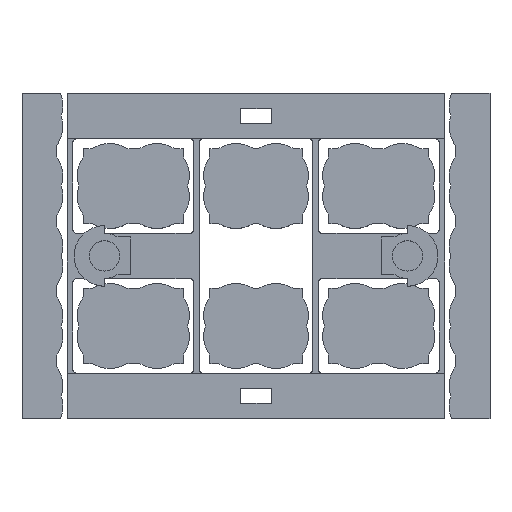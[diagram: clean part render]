
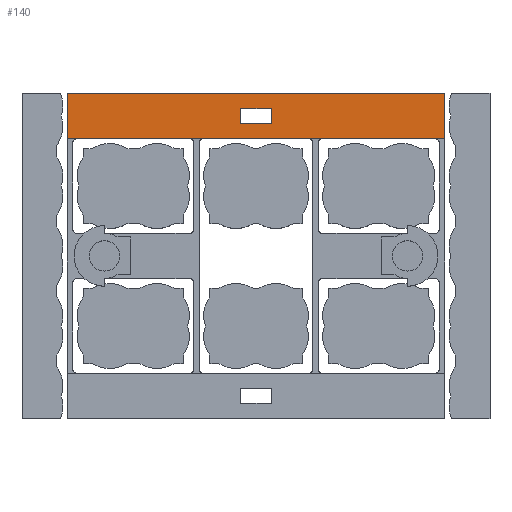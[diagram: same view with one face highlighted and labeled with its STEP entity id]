
A CAD part, top view. The second image highlights one B-rep face of the part: STEP entity #140.
In plain terms, the highlighted planar face has unit normal (0, 0, 1).
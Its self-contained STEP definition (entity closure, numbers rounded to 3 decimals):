
#14=FACE_BOUND('',#665,.T.);
#140=ADVANCED_FACE('',(#402,#14),#4517,.T.);
#402=FACE_OUTER_BOUND('',#664,.T.);
#664=EDGE_LOOP('',(#1307,#1308,#1309,#1310));
#665=EDGE_LOOP('',(#1311,#1312,#1313,#1314));
#1307=ORIENTED_EDGE('',*,*,#2550,.T.);
#1308=ORIENTED_EDGE('',*,*,#2551,.T.);
#1309=ORIENTED_EDGE('',*,*,#2547,.F.);
#1310=ORIENTED_EDGE('',*,*,#2552,.T.);
#1311=ORIENTED_EDGE('',*,*,#2556,.T.);
#1312=ORIENTED_EDGE('',*,*,#2553,.T.);
#1313=ORIENTED_EDGE('',*,*,#2554,.T.);
#1314=ORIENTED_EDGE('',*,*,#2555,.T.);
#2547=EDGE_CURVE('',#4143,#4144,#3213,.T.);
#2550=EDGE_CURVE('',#4146,#4147,#3216,.T.);
#2551=EDGE_CURVE('',#4147,#4144,#3217,.T.);
#2552=EDGE_CURVE('',#4143,#4146,#3218,.T.);
#2553=EDGE_CURVE('',#4148,#4149,#3219,.T.);
#2554=EDGE_CURVE('',#4149,#4150,#3220,.T.);
#2555=EDGE_CURVE('',#4150,#4151,#3221,.T.);
#2556=EDGE_CURVE('',#4151,#4148,#3222,.T.);
#3213=B_SPLINE_CURVE_WITH_KNOTS('',1,(#7067,#7068),.UNSPECIFIED.,.F.,.F.,
(2,2),(0.,24.875),.UNSPECIFIED.);
#3216=B_SPLINE_CURVE_WITH_KNOTS('',1,(#7073,#7074),.UNSPECIFIED.,.F.,.F.,
(2,2),(0.,24.875),.UNSPECIFIED.);
#3217=B_SPLINE_CURVE_WITH_KNOTS('',1,(#7075,#7076),.UNSPECIFIED.,.F.,.F.,
(2,2),(0.,3.),.UNSPECIFIED.);
#3218=B_SPLINE_CURVE_WITH_KNOTS('',1,(#7077,#7078),.UNSPECIFIED.,.F.,.F.,
(2,2),(0.,3.),.UNSPECIFIED.);
#3219=B_SPLINE_CURVE_WITH_KNOTS('',1,(#7079,#7080),.UNSPECIFIED.,.F.,.F.,
(2,2),(0.,1.),.UNSPECIFIED.);
#3220=B_SPLINE_CURVE_WITH_KNOTS('',1,(#7081,#7082),.UNSPECIFIED.,.F.,.F.,
(2,2),(0.,2.),.UNSPECIFIED.);
#3221=B_SPLINE_CURVE_WITH_KNOTS('',1,(#7083,#7084),.UNSPECIFIED.,.F.,.F.,
(2,2),(0.,1.),.UNSPECIFIED.);
#3222=B_SPLINE_CURVE_WITH_KNOTS('',1,(#7085,#7086),.UNSPECIFIED.,.F.,.F.,
(2,2),(0.,2.),.UNSPECIFIED.);
#4143=VERTEX_POINT('',#6850);
#4144=VERTEX_POINT('',#6851);
#4146=VERTEX_POINT('',#6853);
#4147=VERTEX_POINT('',#6854);
#4148=VERTEX_POINT('',#6855);
#4149=VERTEX_POINT('',#6856);
#4150=VERTEX_POINT('',#6857);
#4151=VERTEX_POINT('',#6858);
#4517=PLANE('',#4959);
#4959=AXIS2_PLACEMENT_3D('',#6696,#5497,$);
#5497=DIRECTION('',(0.,0.,1.));
#6696=CARTESIAN_POINT('',(-14.937,7.418,2.4));
#6850=CARTESIAN_POINT('',(-12.437,10.73,2.4));
#6851=CARTESIAN_POINT('',(12.437,10.73,2.4));
#6853=CARTESIAN_POINT('',(-12.437,7.73,2.4));
#6854=CARTESIAN_POINT('',(12.437,7.73,2.4));
#6855=CARTESIAN_POINT('',(1.,9.73,2.4));
#6856=CARTESIAN_POINT('',(1.,8.73,2.4));
#6857=CARTESIAN_POINT('',(-1.,8.73,2.4));
#6858=CARTESIAN_POINT('',(-1.,9.73,2.4));
#7067=CARTESIAN_POINT('',(-12.437,10.73,2.4));
#7068=CARTESIAN_POINT('',(12.437,10.73,2.4));
#7073=CARTESIAN_POINT('',(-12.437,7.73,2.4));
#7074=CARTESIAN_POINT('',(12.437,7.73,2.4));
#7075=CARTESIAN_POINT('',(12.437,7.73,2.4));
#7076=CARTESIAN_POINT('',(12.437,10.73,2.4));
#7077=CARTESIAN_POINT('',(-12.437,10.73,2.4));
#7078=CARTESIAN_POINT('',(-12.437,7.73,2.4));
#7079=CARTESIAN_POINT('',(1.,9.73,2.4));
#7080=CARTESIAN_POINT('',(1.,8.73,2.4));
#7081=CARTESIAN_POINT('',(1.,8.73,2.4));
#7082=CARTESIAN_POINT('',(-1.,8.73,2.4));
#7083=CARTESIAN_POINT('',(-1.,8.73,2.4));
#7084=CARTESIAN_POINT('',(-1.,9.73,2.4));
#7085=CARTESIAN_POINT('',(-1.,9.73,2.4));
#7086=CARTESIAN_POINT('',(1.,9.73,2.4));
